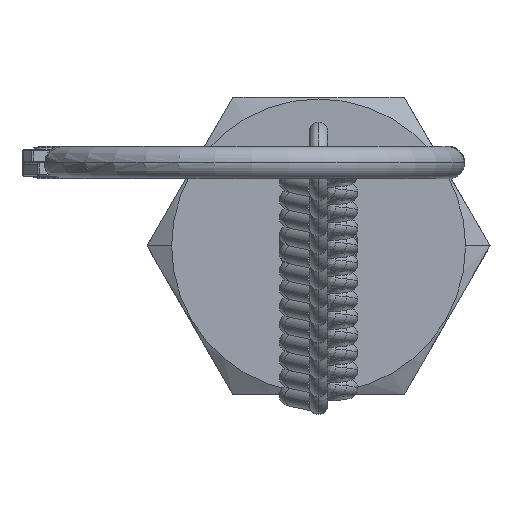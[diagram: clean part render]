
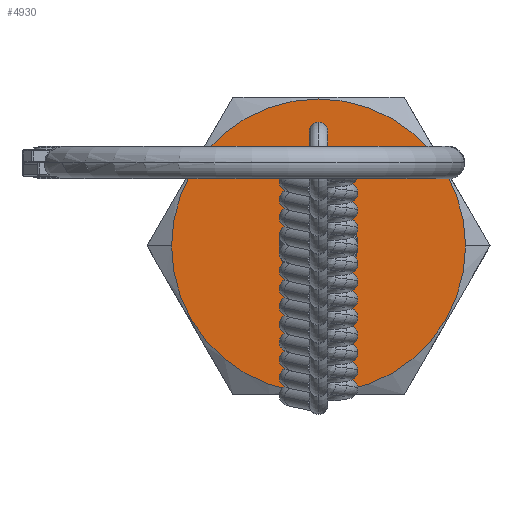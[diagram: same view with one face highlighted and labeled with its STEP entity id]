
A CAD part, left-side view. The second image highlights one B-rep face of the part: STEP entity #4930.
In plain terms, the highlighted planar face has unit normal (-1, 0, 0).
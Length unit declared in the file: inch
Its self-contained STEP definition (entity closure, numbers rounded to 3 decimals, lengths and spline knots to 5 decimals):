
#705 = DIRECTION ( 'NONE',  ( 0., 0., 1. ) ) ;
#773 = VERTEX_POINT ( 'NONE', #2666 ) ;
#1133 = CIRCLE ( 'NONE', #12725, 0.495 ) ;
#1357 = CIRCLE ( 'NONE', #6538, 0.06425 ) ;
#1913 = VERTEX_POINT ( 'NONE', #10791 ) ;
#1982 = CARTESIAN_POINT ( 'NONE',  ( -1.12, 0., 0. ) ) ;
#2412 = EDGE_LOOP ( 'NONE', ( #4282, #9777 ) ) ;
#2427 = EDGE_CURVE ( 'NONE', #6029, #1913, #1357, .T. ) ;
#2504 = VERTEX_POINT ( 'NONE', #6440 ) ;
#2666 = CARTESIAN_POINT ( 'NONE',  ( -1.12, 0., -0.495 ) ) ;
#3195 = DIRECTION ( 'NONE',  ( 0., 0., 1. ) ) ;
#3298 = CARTESIAN_POINT ( 'NONE',  ( -1.12, 0., 0. ) ) ;
#3684 = EDGE_CURVE ( 'NONE', #1913, #6029, #3892, .T. ) ;
#3853 = FACE_OUTER_BOUND ( 'NONE', #2412, .T. ) ;
#3892 = CIRCLE ( 'NONE', #11315, 0.06425 ) ;
#4282 = ORIENTED_EDGE ( 'NONE', *, *, #12380, .T. ) ;
#4403 = CARTESIAN_POINT ( 'NONE',  ( -1.12, 0., 0.06425 ) ) ;
#4773 = PLANE ( 'NONE',  #5612 ) ;
#4930 = ADVANCED_FACE ( 'NONE', ( #7690, #3853 ), #4773, .F. ) ;
#5612 = AXIS2_PLACEMENT_3D ( 'NONE', #7992, #12438, #6015 ) ;
#5935 = EDGE_CURVE ( 'NONE', #2504, #773, #8011, .T. ) ;
#6015 = DIRECTION ( 'NONE',  ( 0., 0., -1. ) ) ;
#6029 = VERTEX_POINT ( 'NONE', #4403 ) ;
#6216 = ORIENTED_EDGE ( 'NONE', *, *, #3684, .F. ) ;
#6440 = CARTESIAN_POINT ( 'NONE',  ( -1.12, 0., 0.495 ) ) ;
#6482 = DIRECTION ( 'NONE',  ( -1., 0., 0. ) ) ;
#6538 = AXIS2_PLACEMENT_3D ( 'NONE', #3298, #6482, #13820 ) ;
#7150 = CARTESIAN_POINT ( 'NONE',  ( -1.12, 0., 0. ) ) ;
#7690 = FACE_BOUND ( 'NONE', #9441, .T. ) ;
#7992 = CARTESIAN_POINT ( 'NONE',  ( -1.12, 0.5, 0.28868 ) ) ;
#8011 = CIRCLE ( 'NONE', #11894, 0.495 ) ;
#9441 = EDGE_LOOP ( 'NONE', ( #10188, #6216 ) ) ;
#9551 = DIRECTION ( 'NONE',  ( -1., 0., 0. ) ) ;
#9562 = DIRECTION ( 'NONE',  ( -1., 0., 0. ) ) ;
#9777 = ORIENTED_EDGE ( 'NONE', *, *, #5935, .T. ) ;
#10188 = ORIENTED_EDGE ( 'NONE', *, *, #2427, .F. ) ;
#10577 = CARTESIAN_POINT ( 'NONE',  ( -1.12, 0., 0. ) ) ;
#10791 = CARTESIAN_POINT ( 'NONE',  ( -1.12, 0., -0.06425 ) ) ;
#11315 = AXIS2_PLACEMENT_3D ( 'NONE', #10577, #9551, #3195 ) ;
#11566 = DIRECTION ( 'NONE',  ( 0., 0., 1. ) ) ;
#11894 = AXIS2_PLACEMENT_3D ( 'NONE', #1982, #9562, #11566 ) ;
#12380 = EDGE_CURVE ( 'NONE', #773, #2504, #1133, .T. ) ;
#12438 = DIRECTION ( 'NONE',  ( 1., 0., 0. ) ) ;
#12553 = DIRECTION ( 'NONE',  ( -1., 0., 0. ) ) ;
#12725 = AXIS2_PLACEMENT_3D ( 'NONE', #7150, #12553, #705 ) ;
#13820 = DIRECTION ( 'NONE',  ( 0., 0., 1. ) ) ;
